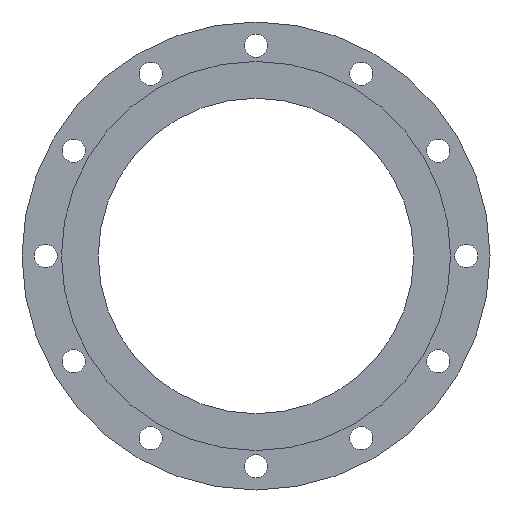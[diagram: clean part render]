
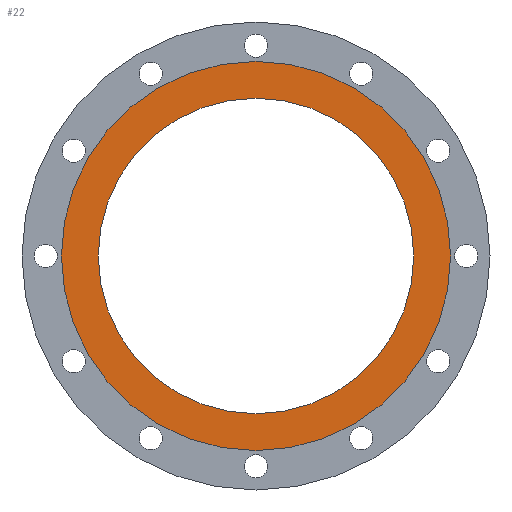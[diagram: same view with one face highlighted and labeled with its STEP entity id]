
A CAD part, front view. The second image highlights one B-rep face of the part: STEP entity #22.
In plain terms, the highlighted planar face has unit normal (0, -1, 0).
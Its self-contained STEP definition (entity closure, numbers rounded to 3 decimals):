
#5 = EDGE_CURVE ( 'NONE', #1242, #681, #677, .T. ) ;
#22 = ADVANCED_FACE ( 'NONE', ( #117, #1267 ), #334, .T. ) ;
#39 = AXIS2_PLACEMENT_3D ( 'NONE', #365, #710, #1355 ) ;
#90 = VERTEX_POINT ( 'NONE', #1390 ) ;
#117 = FACE_BOUND ( 'NONE', #157, .T. ) ;
#157 = EDGE_LOOP ( 'NONE', ( #221, #1353 ) ) ;
#195 = CARTESIAN_POINT ( 'NONE',  ( 0., 0., 150. ) ) ;
#221 = ORIENTED_EDGE ( 'NONE', *, *, #5, .T. ) ;
#255 = EDGE_LOOP ( 'NONE', ( #495, #574 ) ) ;
#295 = CARTESIAN_POINT ( 'NONE',  ( 0., 0., 0. ) ) ;
#330 = CIRCLE ( 'NONE', #39, 150. ) ;
#334 = PLANE ( 'NONE',  #1207 ) ;
#365 = CARTESIAN_POINT ( 'NONE',  ( 0., 0., 0. ) ) ;
#381 = DIRECTION ( 'NONE',  ( 0., 1., 0. ) ) ;
#400 = CARTESIAN_POINT ( 'NONE',  ( 0., 0., 150. ) ) ;
#419 = EDGE_CURVE ( 'NONE', #1366, #90, #975, .T. ) ;
#446 = DIRECTION ( 'NONE',  ( 0., 0., 1. ) ) ;
#481 = DIRECTION ( 'NONE',  ( 0., 0., 1. ) ) ;
#495 = ORIENTED_EDGE ( 'NONE', *, *, #419, .F. ) ;
#554 = CARTESIAN_POINT ( 'NONE',  ( 0., 0., 185. ) ) ;
#567 = AXIS2_PLACEMENT_3D ( 'NONE', #953, #1387, #446 ) ;
#574 = ORIENTED_EDGE ( 'NONE', *, *, #708, .F. ) ;
#677 = CIRCLE ( 'NONE', #1036, 150. ) ;
#681 = VERTEX_POINT ( 'NONE', #1298 ) ;
#708 = EDGE_CURVE ( 'NONE', #90, #1366, #836, .T. ) ;
#710 = DIRECTION ( 'NONE',  ( 0., 1., 0. ) ) ;
#836 = CIRCLE ( 'NONE', #567, 185. ) ;
#868 = DIRECTION ( 'NONE',  ( 0., 0., -1. ) ) ;
#953 = CARTESIAN_POINT ( 'NONE',  ( 0., 0., 0. ) ) ;
#965 = DIRECTION ( 'NONE',  ( 0., 1., 0. ) ) ;
#975 = CIRCLE ( 'NONE', #1245, 185. ) ;
#1036 = AXIS2_PLACEMENT_3D ( 'NONE', #1294, #965, #1184 ) ;
#1081 = EDGE_CURVE ( 'NONE', #681, #1242, #330, .T. ) ;
#1184 = DIRECTION ( 'NONE',  ( 0., 0., 1. ) ) ;
#1207 = AXIS2_PLACEMENT_3D ( 'NONE', #195, #1397, #868 ) ;
#1242 = VERTEX_POINT ( 'NONE', #400 ) ;
#1245 = AXIS2_PLACEMENT_3D ( 'NONE', #295, #381, #481 ) ;
#1267 = FACE_OUTER_BOUND ( 'NONE', #255, .T. ) ;
#1294 = CARTESIAN_POINT ( 'NONE',  ( 0., 0., 0. ) ) ;
#1298 = CARTESIAN_POINT ( 'NONE',  ( 0., 0., -150. ) ) ;
#1353 = ORIENTED_EDGE ( 'NONE', *, *, #1081, .T. ) ;
#1355 = DIRECTION ( 'NONE',  ( 0., 0., 1. ) ) ;
#1366 = VERTEX_POINT ( 'NONE', #554 ) ;
#1387 = DIRECTION ( 'NONE',  ( 0., 1., 0. ) ) ;
#1390 = CARTESIAN_POINT ( 'NONE',  ( 0., 0., -185. ) ) ;
#1397 = DIRECTION ( 'NONE',  ( 0., -1., 0. ) ) ;
